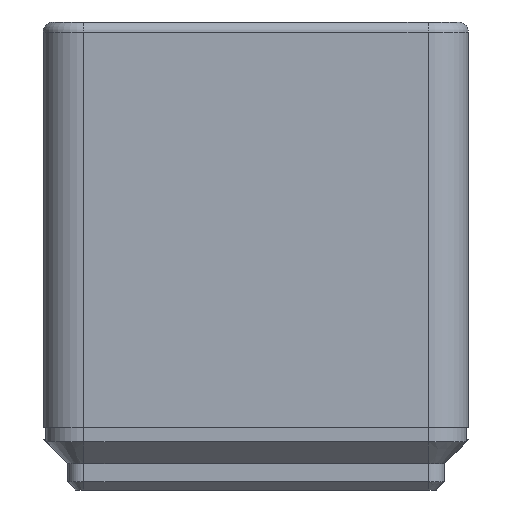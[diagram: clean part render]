
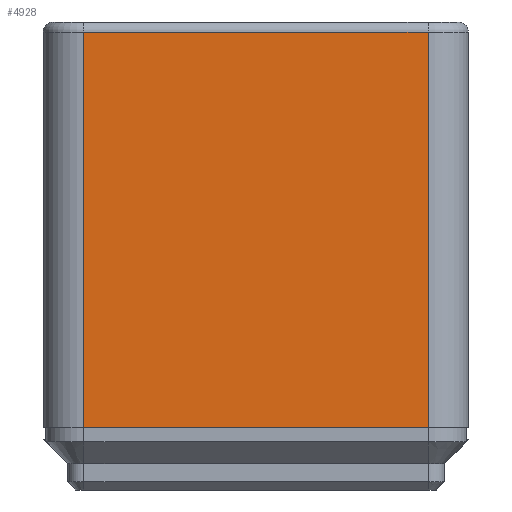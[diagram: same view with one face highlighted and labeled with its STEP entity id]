
A CAD part, left-side view. The second image highlights one B-rep face of the part: STEP entity #4928.
In plain terms, the highlighted planar face has unit normal (-1, 0, 0).
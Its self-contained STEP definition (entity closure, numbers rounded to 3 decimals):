
#171=PLANE('',#5325);
#321=LINE('',#7584,#707);
#385=LINE('',#9179,#771);
#388=LINE('',#9215,#774);
#389=LINE('',#9217,#775);
#707=VECTOR('',#5828,10.);
#771=VECTOR('',#6088,10.);
#774=VECTOR('',#6097,10.);
#775=VECTOR('',#6100,10.);
#1262=FACE_OUTER_BOUND('',#1598,.T.);
#1598=EDGE_LOOP('',(#3753,#3754,#3755,#3756));
#2256=VERTEX_POINT('',#7578);
#2257=VERTEX_POINT('',#7582);
#2363=VERTEX_POINT('',#9176);
#2364=VERTEX_POINT('',#9178);
#2695=EDGE_CURVE('',#2257,#2256,#321,.T.);
#2868=EDGE_CURVE('',#2363,#2364,#385,.T.);
#2872=EDGE_CURVE('',#2363,#2256,#388,.T.);
#2873=EDGE_CURVE('',#2364,#2257,#389,.T.);
#3753=ORIENTED_EDGE('',*,*,#2695,.F.);
#3754=ORIENTED_EDGE('',*,*,#2873,.F.);
#3755=ORIENTED_EDGE('',*,*,#2868,.F.);
#3756=ORIENTED_EDGE('',*,*,#2872,.T.);
#4928=ADVANCED_FACE('',(#1262),#171,.T.);
#5325=AXIS2_PLACEMENT_3D('',#9216,#6098,#6099);
#5828=DIRECTION('',(0.,-1.,0.));
#6088=DIRECTION('',(0.,1.,0.));
#6097=DIRECTION('',(0.,0.,1.));
#6098=DIRECTION('center_axis',(-1.,0.,0.));
#6099=DIRECTION('ref_axis',(0.,-1.,0.));
#6100=DIRECTION('',(0.,0.,1.));
#7578=CARTESIAN_POINT('',(-130.,-35.964,45.2));
#7582=CARTESIAN_POINT('',(-130.,-1.964,45.2));
#7584=CARTESIAN_POINT('',(-130.,-10.464,45.2));
#9176=CARTESIAN_POINT('',(-130.,-35.964,6.2));
#9178=CARTESIAN_POINT('',(-130.,-1.964,6.2));
#9179=CARTESIAN_POINT('',(-130.,-35.964,6.2));
#9215=CARTESIAN_POINT('',(-130.,-35.964,6.2));
#9216=CARTESIAN_POINT('Origin',(-130.,-1.964,6.2));
#9217=CARTESIAN_POINT('',(-130.,-1.964,6.2));
